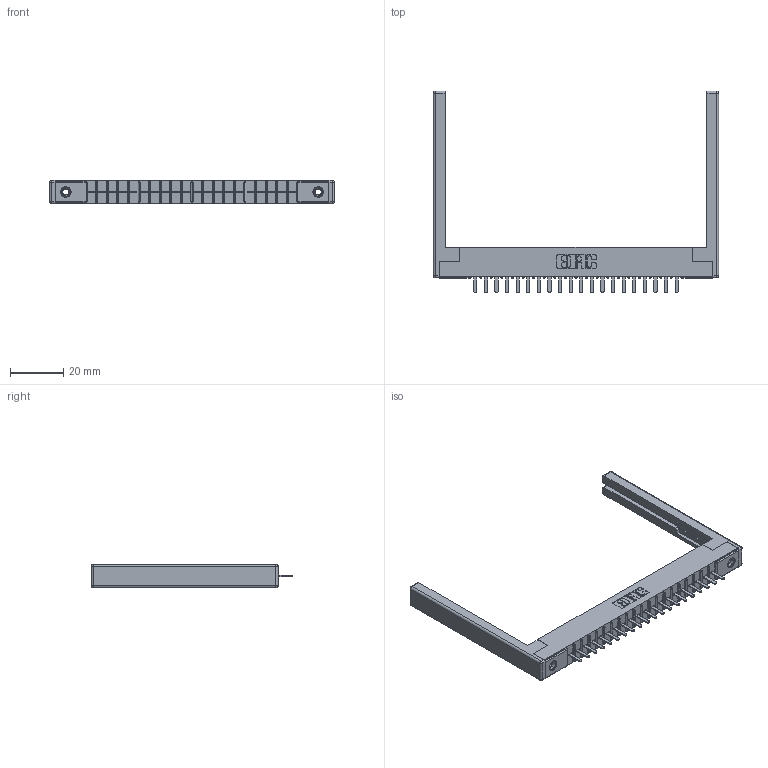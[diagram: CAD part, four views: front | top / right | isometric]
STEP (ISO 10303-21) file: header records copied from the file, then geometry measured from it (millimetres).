
FILE_DESCRIPTION (( 'STEP AP203' ), '1' );
FILE_NAME ('356-020-420-168.STEP', '2020-09-23T14:31:14', ( '' ), ( '' ), 'SwSTEP 2.0', 'SolidWorks 2020', '' );
FILE_SCHEMA (( 'CONFIG_CONTROL_DESIGN' ));
Length unit declared in the file: inch
Products named in the file (5): 345-250-001_345-250-001-102; 306-290-001_120; 356-020-420-168; 307-220-068; 306 Part_.156 Dia
Assembly tree (25 placements, depth 2):
  356-020-420-168
    306 Part_.156 Dia
    306-290-001_120  x20
    345-250-001_345-250-001-102  x2
    307-220-068  x2
Bounding box: 106.68 x 75.41 x 8.71 mm (x, y, z)
Volume: 11834.5 mm3; surface area: 14833.8 mm2
Topology: 25 solids, 25 shells, 1670 faces, 4646 edges, 2968 vertices
Faces by surface type: plane 1096, cylinder 470, sphere 88, cone 12, torus 4
Entity records: 24216 total; most frequent: CARTESIAN_POINT 4028, DIRECTION 3987, ORIENTED_EDGE 3982, EDGE_CURVE 1991, LINE 1541, VECTOR 1541, VERTEX_POINT 1264, AXIS2_PLACEMENT_3D 1223
